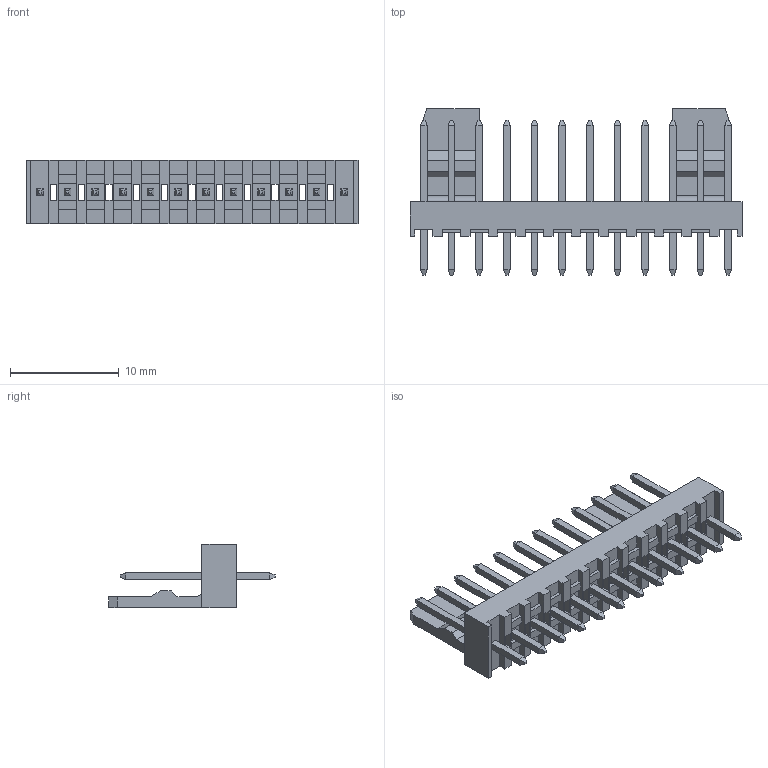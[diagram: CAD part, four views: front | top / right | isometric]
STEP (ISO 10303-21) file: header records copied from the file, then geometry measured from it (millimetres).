
FILE_DESCRIPTION(('STEP AP242'),'1');
FILE_NAME('0022272121.stp','2025-01-18T23:10:47',('TraceParts'),('TraceParts S.A.'),'Spatial InterOp 3D',' ',' ');
FILE_SCHEMA(('AP242_MANAGED_MODEL_BASED_3D_ENGINEERING_MIM_LF {1 0 10303 442 1 1 4}'));
Length unit declared in the file: millimetre
Products named in the file (1): 0022272121_1
Bounding box: 30.48 x 15.26 x 5.8 mm (x, y, z)
Volume: 612.3 mm3; surface area: 1339.5 mm2
Topology: 1 solids, 1 shells, 414 faces, 1092 edges, 728 vertices
Faces by surface type: plane 412, cylinder 2
Entity records: 12466 total; most frequent: CARTESIAN_POINT 2188, ORIENTED_EDGE 2136, DIRECTION 1952, EDGE_CURVE 1068, LINE 1064, VECTOR 1064, VERTEX_POINT 680, EDGE_LOOP 460
